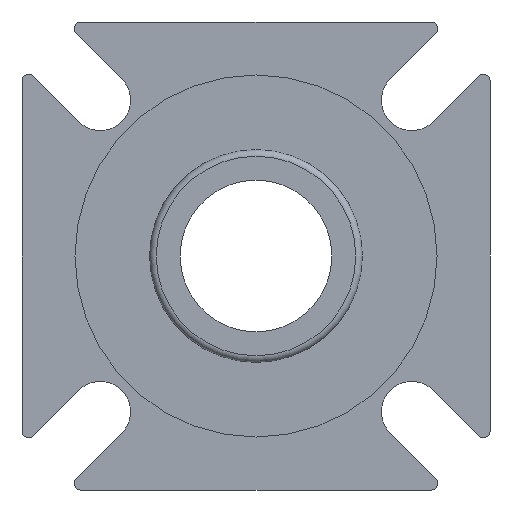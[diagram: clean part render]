
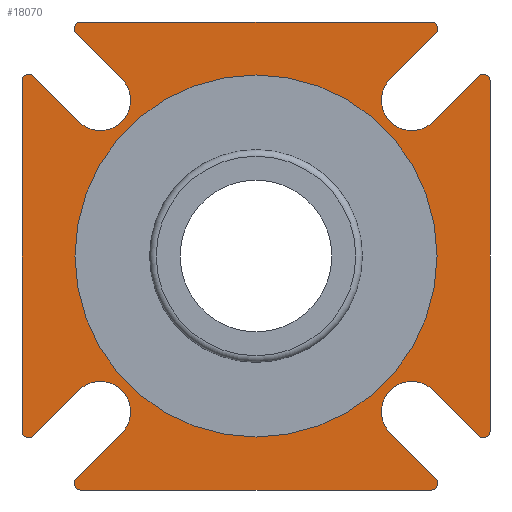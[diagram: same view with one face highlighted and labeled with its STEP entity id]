
A CAD part, front view. The second image highlights one B-rep face of the part: STEP entity #18070.
In plain terms, the highlighted planar face has unit normal (0, -1, 0).
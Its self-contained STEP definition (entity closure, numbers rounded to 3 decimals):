
#1218=LINE('',#28810,#2223);
#1221=LINE('',#28818,#2226);
#1224=LINE('',#28826,#2229);
#1227=LINE('',#28834,#2232);
#1230=LINE('',#28842,#2235);
#1233=LINE('',#28850,#2238);
#1236=LINE('',#28858,#2241);
#1239=LINE('',#28866,#2244);
#1242=LINE('',#28874,#2247);
#1245=LINE('',#28882,#2250);
#1248=LINE('',#28890,#2253);
#1251=LINE('',#28898,#2256);
#2223=VECTOR('',#22154,1000.);
#2226=VECTOR('',#22163,1000.);
#2229=VECTOR('',#22172,1000.);
#2232=VECTOR('',#22181,1000.);
#2235=VECTOR('',#22190,1000.);
#2238=VECTOR('',#22199,1000.);
#2241=VECTOR('',#22208,1000.);
#2244=VECTOR('',#22217,1000.);
#2247=VECTOR('',#22226,1000.);
#2250=VECTOR('',#22235,1000.);
#2253=VECTOR('',#22244,1000.);
#2256=VECTOR('',#22253,1000.);
#3019=PLANE('',#19147);
#6576=ORIENTED_EDGE('',*,*,#8657,.F.);
#6577=ORIENTED_EDGE('',*,*,#8656,.T.);
#6578=ORIENTED_EDGE('',*,*,#8654,.F.);
#6579=ORIENTED_EDGE('',*,*,#8652,.F.);
#6580=ORIENTED_EDGE('',*,*,#8650,.F.);
#6581=ORIENTED_EDGE('',*,*,#8648,.F.);
#6582=ORIENTED_EDGE('',*,*,#8646,.F.);
#6583=ORIENTED_EDGE('',*,*,#8644,.F.);
#6584=ORIENTED_EDGE('',*,*,#8642,.F.);
#6585=ORIENTED_EDGE('',*,*,#8640,.F.);
#6586=ORIENTED_EDGE('',*,*,#8638,.F.);
#6587=ORIENTED_EDGE('',*,*,#8636,.F.);
#6588=ORIENTED_EDGE('',*,*,#8634,.F.);
#6589=ORIENTED_EDGE('',*,*,#8632,.T.);
#6590=ORIENTED_EDGE('',*,*,#8630,.F.);
#6591=ORIENTED_EDGE('',*,*,#8628,.F.);
#6592=ORIENTED_EDGE('',*,*,#8626,.F.);
#6593=ORIENTED_EDGE('',*,*,#8624,.F.);
#6594=ORIENTED_EDGE('',*,*,#8622,.F.);
#6595=ORIENTED_EDGE('',*,*,#8620,.T.);
#6596=ORIENTED_EDGE('',*,*,#8618,.F.);
#6597=ORIENTED_EDGE('',*,*,#8616,.F.);
#6598=ORIENTED_EDGE('',*,*,#8614,.F.);
#6599=ORIENTED_EDGE('',*,*,#8612,.F.);
#6600=ORIENTED_EDGE('',*,*,#8610,.F.);
#8610=EDGE_CURVE('',#9919,#9920,#10360,.F.);
#8612=EDGE_CURVE('',#9920,#9921,#1218,.T.);
#8614=EDGE_CURVE('',#9921,#9922,#10361,.F.);
#8616=EDGE_CURVE('',#9922,#9923,#1221,.T.);
#8618=EDGE_CURVE('',#9923,#9924,#10362,.F.);
#8620=EDGE_CURVE('',#9925,#9924,#1224,.T.);
#8622=EDGE_CURVE('',#9925,#9926,#10363,.F.);
#8624=EDGE_CURVE('',#9926,#9927,#1227,.T.);
#8626=EDGE_CURVE('',#9927,#9928,#10364,.F.);
#8628=EDGE_CURVE('',#9928,#9929,#1230,.T.);
#8630=EDGE_CURVE('',#9929,#9930,#10365,.F.);
#8632=EDGE_CURVE('',#9931,#9930,#1233,.T.);
#8634=EDGE_CURVE('',#9931,#9932,#10366,.F.);
#8636=EDGE_CURVE('',#9932,#9933,#1236,.T.);
#8638=EDGE_CURVE('',#9933,#9934,#10367,.F.);
#8640=EDGE_CURVE('',#9934,#9935,#1239,.T.);
#8642=EDGE_CURVE('',#9935,#9936,#10368,.F.);
#8644=EDGE_CURVE('',#9936,#9937,#1242,.T.);
#8646=EDGE_CURVE('',#9937,#9938,#10369,.F.);
#8648=EDGE_CURVE('',#9938,#9939,#1245,.T.);
#8650=EDGE_CURVE('',#9939,#9940,#10370,.F.);
#8652=EDGE_CURVE('',#9940,#9941,#1248,.T.);
#8654=EDGE_CURVE('',#9941,#9942,#10371,.F.);
#8656=EDGE_CURVE('',#9919,#9942,#1251,.T.);
#8657=EDGE_CURVE('',#9943,#9943,#10372,.F.);
#9919=VERTEX_POINT('',#28805);
#9920=VERTEX_POINT('',#28807);
#9921=VERTEX_POINT('',#28811);
#9922=VERTEX_POINT('',#28815);
#9923=VERTEX_POINT('',#28819);
#9924=VERTEX_POINT('',#28823);
#9925=VERTEX_POINT('',#28827);
#9926=VERTEX_POINT('',#28831);
#9927=VERTEX_POINT('',#28835);
#9928=VERTEX_POINT('',#28839);
#9929=VERTEX_POINT('',#28843);
#9930=VERTEX_POINT('',#28847);
#9931=VERTEX_POINT('',#28851);
#9932=VERTEX_POINT('',#28855);
#9933=VERTEX_POINT('',#28859);
#9934=VERTEX_POINT('',#28863);
#9935=VERTEX_POINT('',#28867);
#9936=VERTEX_POINT('',#28871);
#9937=VERTEX_POINT('',#28875);
#9938=VERTEX_POINT('',#28879);
#9939=VERTEX_POINT('',#28883);
#9940=VERTEX_POINT('',#28887);
#9941=VERTEX_POINT('',#28891);
#9942=VERTEX_POINT('',#28895);
#9943=VERTEX_POINT('',#28901);
#10360=CIRCLE('',#19112,1.524);
#10361=CIRCLE('',#19115,7.);
#10362=CIRCLE('',#19118,1.524);
#10363=CIRCLE('',#19121,1.524);
#10364=CIRCLE('',#19124,7.);
#10365=CIRCLE('',#19127,1.524);
#10366=CIRCLE('',#19130,1.524);
#10367=CIRCLE('',#19133,7.);
#10368=CIRCLE('',#19136,1.524);
#10369=CIRCLE('',#19139,1.524);
#10370=CIRCLE('',#19142,7.);
#10371=CIRCLE('',#19145,1.524);
#10372=CIRCLE('',#19148,41.75);
#11159=EDGE_LOOP('',(#6576));
#11160=EDGE_LOOP('',(#6577,#6578,#6579,#6580,#6581,#6582,#6583,#6584,#6585,
#6586,#6587,#6588,#6589,#6590,#6591,#6592,#6593,#6594,#6595,#6596,#6597,
#6598,#6599,#6600));
#11979=FACE_BOUND('',#11159,.T.);
#11980=FACE_BOUND('',#11160,.T.);
#18070=ADVANCED_FACE('',(#11979,#11980),#3019,.F.);
#19112=AXIS2_PLACEMENT_3D('',#28806,#22149,#22150);
#19115=AXIS2_PLACEMENT_3D('',#28814,#22158,#22159);
#19118=AXIS2_PLACEMENT_3D('',#28822,#22167,#22168);
#19121=AXIS2_PLACEMENT_3D('',#28830,#22176,#22177);
#19124=AXIS2_PLACEMENT_3D('',#28838,#22185,#22186);
#19127=AXIS2_PLACEMENT_3D('',#28846,#22194,#22195);
#19130=AXIS2_PLACEMENT_3D('',#28854,#22203,#22204);
#19133=AXIS2_PLACEMENT_3D('',#28862,#22212,#22213);
#19136=AXIS2_PLACEMENT_3D('',#28870,#22221,#22222);
#19139=AXIS2_PLACEMENT_3D('',#28878,#22230,#22231);
#19142=AXIS2_PLACEMENT_3D('',#28886,#22239,#22240);
#19145=AXIS2_PLACEMENT_3D('',#28894,#22248,#22249);
#19147=AXIS2_PLACEMENT_3D('',#28899,#22254,#22255);
#19148=AXIS2_PLACEMENT_3D('',#28900,#22256,#22257);
#22149=DIRECTION('',(0.,-1.,0.));
#22150=DIRECTION('',(1.,0.,0.));
#22154=DIRECTION('',(-0.707,0.,-0.707));
#22158=DIRECTION('',(0.,1.,0.));
#22159=DIRECTION('',(-1.,0.,0.));
#22163=DIRECTION('',(0.707,0.,0.707));
#22167=DIRECTION('',(0.,-1.,0.));
#22168=DIRECTION('',(1.,0.,0.));
#22172=DIRECTION('',(0.,0.,1.));
#22176=DIRECTION('',(0.,-1.,0.));
#22177=DIRECTION('',(1.,0.,0.));
#22181=DIRECTION('',(-0.707,0.,0.707));
#22185=DIRECTION('',(0.,1.,0.));
#22186=DIRECTION('',(-1.,0.,0.));
#22190=DIRECTION('',(0.707,0.,-0.707));
#22194=DIRECTION('',(0.,-1.,0.));
#22195=DIRECTION('',(1.,0.,0.));
#22199=DIRECTION('',(1.,0.,0.));
#22203=DIRECTION('',(0.,-1.,0.));
#22204=DIRECTION('',(1.,0.,0.));
#22208=DIRECTION('',(0.707,0.,0.707));
#22212=DIRECTION('',(0.,1.,0.));
#22213=DIRECTION('',(-1.,0.,0.));
#22217=DIRECTION('',(-0.707,0.,-0.707));
#22221=DIRECTION('',(0.,-1.,0.));
#22222=DIRECTION('',(1.,0.,0.));
#22226=DIRECTION('',(0.,0.,1.));
#22230=DIRECTION('',(0.,-1.,0.));
#22231=DIRECTION('',(1.,0.,0.));
#22235=DIRECTION('',(0.707,0.,-0.707));
#22239=DIRECTION('',(0.,1.,0.));
#22240=DIRECTION('',(-1.,0.,0.));
#22244=DIRECTION('',(-0.707,0.,0.707));
#22248=DIRECTION('',(0.,-1.,0.));
#22249=DIRECTION('',(1.,0.,0.));
#22253=DIRECTION('',(-1.,0.,0.));
#22254=DIRECTION('',(0.,1.,0.));
#22255=DIRECTION('',(-1.,0.,0.));
#22256=DIRECTION('',(0.,1.,0.));
#22257=DIRECTION('',(-1.,0.,0.));
#28805=CARTESIAN_POINT('',(40.396,5.309,53.975));
#28806=CARTESIAN_POINT('',(40.396,5.309,52.451));
#28807=CARTESIAN_POINT('',(41.474,5.309,51.373));
#28810=CARTESIAN_POINT('',(30.971,5.309,40.871));
#28811=CARTESIAN_POINT('',(30.971,5.309,40.871));
#28814=CARTESIAN_POINT('',(35.921,5.309,35.921));
#28815=CARTESIAN_POINT('',(40.871,5.309,30.971));
#28818=CARTESIAN_POINT('',(40.871,5.309,30.971));
#28819=CARTESIAN_POINT('',(51.373,5.309,41.474));
#28822=CARTESIAN_POINT('',(52.451,5.309,40.396));
#28823=CARTESIAN_POINT('',(53.975,5.309,40.396));
#28826=CARTESIAN_POINT('',(53.975,5.309,-229.345));
#28827=CARTESIAN_POINT('',(53.975,5.309,-40.396));
#28830=CARTESIAN_POINT('',(52.451,5.309,-40.396));
#28831=CARTESIAN_POINT('',(51.373,5.309,-41.474));
#28834=CARTESIAN_POINT('',(40.871,5.309,-30.971));
#28835=CARTESIAN_POINT('',(40.871,5.309,-30.971));
#28838=CARTESIAN_POINT('',(35.921,5.309,-35.921));
#28839=CARTESIAN_POINT('',(30.971,5.309,-40.871));
#28842=CARTESIAN_POINT('',(30.971,5.309,-40.871));
#28843=CARTESIAN_POINT('',(41.474,5.309,-51.373));
#28846=CARTESIAN_POINT('',(40.396,5.309,-52.451));
#28847=CARTESIAN_POINT('',(40.396,5.309,-53.975));
#28850=CARTESIAN_POINT('',(-209.715,5.309,-53.975));
#28851=CARTESIAN_POINT('',(-40.396,5.309,-53.975));
#28854=CARTESIAN_POINT('',(-40.396,5.309,-52.451));
#28855=CARTESIAN_POINT('',(-41.474,5.309,-51.373));
#28858=CARTESIAN_POINT('',(-30.971,5.309,-40.871));
#28859=CARTESIAN_POINT('',(-30.971,5.309,-40.871));
#28862=CARTESIAN_POINT('',(-35.921,5.309,-35.921));
#28863=CARTESIAN_POINT('',(-40.871,5.309,-30.971));
#28866=CARTESIAN_POINT('',(-40.871,5.309,-30.971));
#28867=CARTESIAN_POINT('',(-51.373,5.309,-41.474));
#28870=CARTESIAN_POINT('',(-52.451,5.309,-40.396));
#28871=CARTESIAN_POINT('',(-53.975,5.309,-40.396));
#28874=CARTESIAN_POINT('',(-53.975,5.309,192.339));
#28875=CARTESIAN_POINT('',(-53.975,5.309,40.396));
#28878=CARTESIAN_POINT('',(-52.451,5.309,40.396));
#28879=CARTESIAN_POINT('',(-51.373,5.309,41.474));
#28882=CARTESIAN_POINT('',(-40.871,5.309,30.971));
#28883=CARTESIAN_POINT('',(-40.871,5.309,30.971));
#28886=CARTESIAN_POINT('',(-35.921,5.309,35.921));
#28887=CARTESIAN_POINT('',(-30.971,5.309,40.871));
#28890=CARTESIAN_POINT('',(-30.971,5.309,40.871));
#28891=CARTESIAN_POINT('',(-41.474,5.309,51.373));
#28894=CARTESIAN_POINT('',(-40.396,5.309,52.451));
#28895=CARTESIAN_POINT('',(-40.396,5.309,53.975));
#28898=CARTESIAN_POINT('',(247.423,5.309,53.975));
#28899=CARTESIAN_POINT('',(42.228,5.309,0.));
#28900=CARTESIAN_POINT('',(0.,5.309,0.));
#28901=CARTESIAN_POINT('',(-41.75,5.309,0.));
